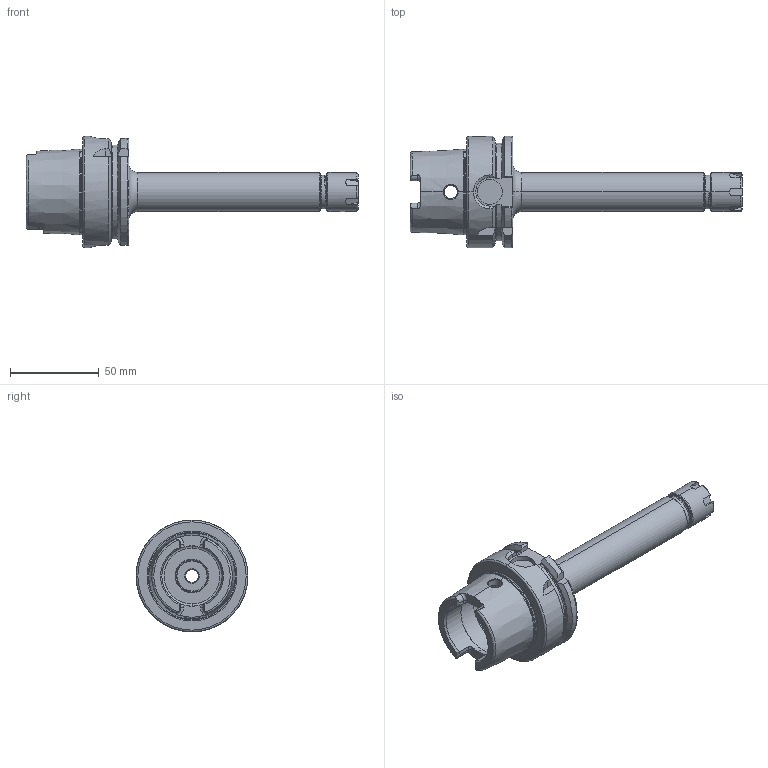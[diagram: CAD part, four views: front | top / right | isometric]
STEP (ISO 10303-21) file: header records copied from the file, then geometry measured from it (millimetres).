
FILE_DESCRIPTION (( 'STEP AP203' ), '1' );
FILE_NAME ('A63.02.07.10.2.STEP', '2016-11-26T03:09:03', ( '' ), ( '' ), 'SwSTEP 2.0', 'SolidWorks 2012', '' );
FILE_SCHEMA (( 'CONFIG_CONTROL_DESIGN' ));
Length unit declared in the file: millimetre
Products named in the file (3): A63.02.07.10.2; 2-01.300.0160180D4_ER16螺帽(M型)
Assembly tree (2 placements, depth 2):
  A63.02.07.10.2
    A63.02.07.10.2
    2-01.300.0160180D4_ER16螺帽(M型)
Bounding box: 187.2 x 63 x 63 mm (x, y, z)
Volume: 118379.5 mm3; surface area: 39380.5 mm2
Topology: 2 solids, 2 shells, 443 faces, 1191 edges, 753 vertices
Faces by surface type: cylinder 208, plane 107, torus 55, bspline 40, cone 33
Entity records: 32427 total; most frequent: CARTESIAN_POINT 22415, ORIENTED_EDGE 2374, DIRECTION 1699, EDGE_CURVE 1187, VERTEX_POINT 753, AXIS2_PLACEMENT_3D 645, EDGE_LOOP 456, FACE_OUTER_BOUND 443
